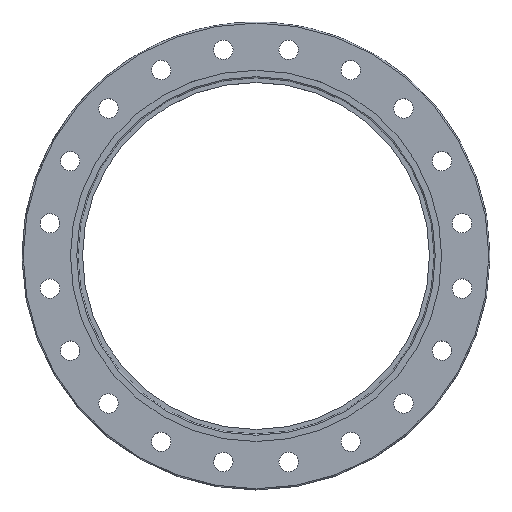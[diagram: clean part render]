
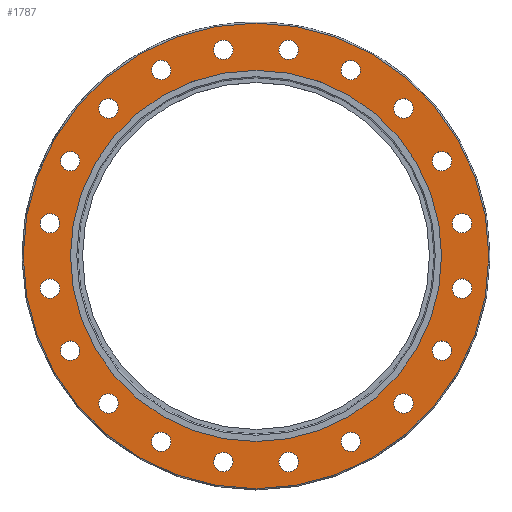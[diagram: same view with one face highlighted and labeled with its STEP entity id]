
A CAD part, top view. The second image highlights one B-rep face of the part: STEP entity #1787.
In plain terms, the highlighted planar face has unit normal (0, 0, 1).
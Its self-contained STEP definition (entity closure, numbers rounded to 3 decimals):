
#803=CARTESIAN_POINT('',(18.152,88.088,22.0));
#804=VERTEX_POINT('',#803);
#805=CARTESIAN_POINT('',(14.157,89.386,22.));
#806=DIRECTION('',(0.0,0.0,-1.));
#807=DIRECTION('',(0.951,-0.309,0.0));
#808=AXIS2_PLACEMENT_3D('',#805,#806,#807);
#809=CIRCLE('',#808,4.2);
#810=EDGE_CURVE('',#804,#804,#809,.T.);
#844=CARTESIAN_POINT('',(44.484,78.167,22.0));
#845=VERTEX_POINT('',#844);
#846=CARTESIAN_POINT('',(41.086,80.636,22.));
#847=DIRECTION('',(0.0,0.0,-1.0));
#848=DIRECTION('',(0.809,-0.588,0.0));
#849=AXIS2_PLACEMENT_3D('',#846,#847,#848);
#850=CIRCLE('',#849,4.2);
#851=EDGE_CURVE('',#845,#845,#850,.T.);
#885=CARTESIAN_POINT('',(66.462,60.595,22.0));
#886=VERTEX_POINT('',#885);
#887=CARTESIAN_POINT('',(63.993,63.993,22.));
#888=DIRECTION('',(0.0,0.0,-1.));
#889=DIRECTION('',(0.588,-0.809,0.0));
#890=AXIS2_PLACEMENT_3D('',#887,#888,#889);
#891=CIRCLE('',#890,4.2);
#892=EDGE_CURVE('',#886,#886,#891,.T.);
#926=CARTESIAN_POINT('',(81.934,37.092,22.0));
#927=VERTEX_POINT('',#926);
#928=CARTESIAN_POINT('',(80.636,41.086,22.));
#929=DIRECTION('',(0.0,0.0,-1.0));
#930=DIRECTION('',(0.309,-0.951,0.0));
#931=AXIS2_PLACEMENT_3D('',#928,#929,#930);
#932=CIRCLE('',#931,4.2);
#933=EDGE_CURVE('',#927,#927,#932,.T.);
#967=CARTESIAN_POINT('',(89.386,9.957,22.0));
#968=VERTEX_POINT('',#967);
#969=CARTESIAN_POINT('',(89.386,14.157,22.));
#970=DIRECTION('',(0.0,0.0,-1.0));
#971=DIRECTION('',(0.0,-1.0,0.0));
#972=AXIS2_PLACEMENT_3D('',#969,#970,#971);
#973=CIRCLE('',#972,4.2);
#974=EDGE_CURVE('',#968,#968,#973,.T.);
#1008=CARTESIAN_POINT('',(88.088,-18.152,22.0));
#1009=VERTEX_POINT('',#1008);
#1010=CARTESIAN_POINT('',(89.386,-14.157,22.));
#1011=DIRECTION('',(0.0,0.0,-1.));
#1012=DIRECTION('',(-0.309,-0.951,0.0));
#1013=AXIS2_PLACEMENT_3D('',#1010,#1011,#1012);
#1014=CIRCLE('',#1013,4.2);
#1015=EDGE_CURVE('',#1009,#1009,#1014,.T.);
#1049=CARTESIAN_POINT('',(78.167,-44.484,22.0));
#1050=VERTEX_POINT('',#1049);
#1051=CARTESIAN_POINT('',(80.636,-41.086,22.));
#1052=DIRECTION('',(0.0,0.0,-1.0));
#1053=DIRECTION('',(-0.588,-0.809,0.0));
#1054=AXIS2_PLACEMENT_3D('',#1051,#1052,#1053);
#1055=CIRCLE('',#1054,4.2);
#1056=EDGE_CURVE('',#1050,#1050,#1055,.T.);
#1090=CARTESIAN_POINT('',(60.595,-66.462,22.0));
#1091=VERTEX_POINT('',#1090);
#1092=CARTESIAN_POINT('',(63.993,-63.993,22.));
#1093=DIRECTION('',(0.0,0.0,-1.0));
#1094=DIRECTION('',(-0.809,-0.588,0.0));
#1095=AXIS2_PLACEMENT_3D('',#1092,#1093,#1094);
#1096=CIRCLE('',#1095,4.2);
#1097=EDGE_CURVE('',#1091,#1091,#1096,.T.);
#1131=CARTESIAN_POINT('',(37.092,-81.934,22.0));
#1132=VERTEX_POINT('',#1131);
#1133=CARTESIAN_POINT('',(41.086,-80.636,22.));
#1134=DIRECTION('',(0.0,0.0,-1.0));
#1135=DIRECTION('',(-0.951,-0.309,0.0));
#1136=AXIS2_PLACEMENT_3D('',#1133,#1134,#1135);
#1137=CIRCLE('',#1136,4.2);
#1138=EDGE_CURVE('',#1132,#1132,#1137,.T.);
#1172=CARTESIAN_POINT('',(9.957,-89.386,22.0));
#1173=VERTEX_POINT('',#1172);
#1174=CARTESIAN_POINT('',(14.157,-89.386,22.));
#1175=DIRECTION('',(0.0,0.0,-1.0));
#1176=DIRECTION('',(-1.0,0.0,0.0));
#1177=AXIS2_PLACEMENT_3D('',#1174,#1175,#1176);
#1178=CIRCLE('',#1177,4.2);
#1179=EDGE_CURVE('',#1173,#1173,#1178,.T.);
#1213=CARTESIAN_POINT('',(-18.152,-88.088,22.0));
#1214=VERTEX_POINT('',#1213);
#1215=CARTESIAN_POINT('',(-14.157,-89.386,22.));
#1216=DIRECTION('',(0.0,0.0,-1.));
#1217=DIRECTION('',(-0.951,0.309,0.0));
#1218=AXIS2_PLACEMENT_3D('',#1215,#1216,#1217);
#1219=CIRCLE('',#1218,4.2);
#1220=EDGE_CURVE('',#1214,#1214,#1219,.T.);
#1254=CARTESIAN_POINT('',(-44.484,-78.167,22.0));
#1255=VERTEX_POINT('',#1254);
#1256=CARTESIAN_POINT('',(-41.086,-80.636,22.));
#1257=DIRECTION('',(0.0,0.0,-1.0));
#1258=DIRECTION('',(-0.809,0.588,0.0));
#1259=AXIS2_PLACEMENT_3D('',#1256,#1257,#1258);
#1260=CIRCLE('',#1259,4.2);
#1261=EDGE_CURVE('',#1255,#1255,#1260,.T.);
#1295=CARTESIAN_POINT('',(-66.462,-60.595,22.0));
#1296=VERTEX_POINT('',#1295);
#1297=CARTESIAN_POINT('',(-63.993,-63.993,22.));
#1298=DIRECTION('',(0.0,0.0,-1.));
#1299=DIRECTION('',(-0.588,0.809,0.0));
#1300=AXIS2_PLACEMENT_3D('',#1297,#1298,#1299);
#1301=CIRCLE('',#1300,4.2);
#1302=EDGE_CURVE('',#1296,#1296,#1301,.T.);
#1336=CARTESIAN_POINT('',(-81.934,-37.092,22.0));
#1337=VERTEX_POINT('',#1336);
#1338=CARTESIAN_POINT('',(-80.636,-41.086,22.));
#1339=DIRECTION('',(0.0,0.0,-1.0));
#1340=DIRECTION('',(-0.309,0.951,0.0));
#1341=AXIS2_PLACEMENT_3D('',#1338,#1339,#1340);
#1342=CIRCLE('',#1341,4.2);
#1343=EDGE_CURVE('',#1337,#1337,#1342,.T.);
#1377=CARTESIAN_POINT('',(-89.386,-9.957,22.0));
#1378=VERTEX_POINT('',#1377);
#1379=CARTESIAN_POINT('',(-89.386,-14.157,22.));
#1380=DIRECTION('',(0.0,0.0,-1.0));
#1381=DIRECTION('',(0.0,1.0,0.0));
#1382=AXIS2_PLACEMENT_3D('',#1379,#1380,#1381);
#1383=CIRCLE('',#1382,4.2);
#1384=EDGE_CURVE('',#1378,#1378,#1383,.T.);
#1418=CARTESIAN_POINT('',(-88.088,18.152,22.0));
#1419=VERTEX_POINT('',#1418);
#1420=CARTESIAN_POINT('',(-89.386,14.157,22.));
#1421=DIRECTION('',(0.0,0.0,-1.));
#1422=DIRECTION('',(0.309,0.951,0.0));
#1423=AXIS2_PLACEMENT_3D('',#1420,#1421,#1422);
#1424=CIRCLE('',#1423,4.2);
#1425=EDGE_CURVE('',#1419,#1419,#1424,.T.);
#1459=CARTESIAN_POINT('',(-78.167,44.484,22.0));
#1460=VERTEX_POINT('',#1459);
#1461=CARTESIAN_POINT('',(-80.636,41.086,22.));
#1462=DIRECTION('',(0.0,0.0,-1.0));
#1463=DIRECTION('',(0.588,0.809,0.0));
#1464=AXIS2_PLACEMENT_3D('',#1461,#1462,#1463);
#1465=CIRCLE('',#1464,4.2);
#1466=EDGE_CURVE('',#1460,#1460,#1465,.T.);
#1500=CARTESIAN_POINT('',(-60.595,66.462,22.0));
#1501=VERTEX_POINT('',#1500);
#1502=CARTESIAN_POINT('',(-63.993,63.993,22.));
#1503=DIRECTION('',(0.0,0.0,-1.0));
#1504=DIRECTION('',(0.809,0.588,0.0));
#1505=AXIS2_PLACEMENT_3D('',#1502,#1503,#1504);
#1506=CIRCLE('',#1505,4.2);
#1507=EDGE_CURVE('',#1501,#1501,#1506,.T.);
#1541=CARTESIAN_POINT('',(-37.092,81.934,22.0));
#1542=VERTEX_POINT('',#1541);
#1543=CARTESIAN_POINT('',(-41.086,80.636,22.));
#1544=DIRECTION('',(0.0,0.0,-1.));
#1545=DIRECTION('',(0.951,0.309,0.0));
#1546=AXIS2_PLACEMENT_3D('',#1543,#1544,#1545);
#1547=CIRCLE('',#1546,4.2);
#1548=EDGE_CURVE('',#1542,#1542,#1547,.T.);
#1582=CARTESIAN_POINT('',(-9.957,89.386,22.0));
#1583=VERTEX_POINT('',#1582);
#1584=CARTESIAN_POINT('',(-14.157,89.386,22.));
#1585=DIRECTION('',(0.0,0.0,-1.0));
#1586=DIRECTION('',(1.0,0.0,0.0));
#1587=AXIS2_PLACEMENT_3D('',#1584,#1585,#1586);
#1588=CIRCLE('',#1587,4.2);
#1589=EDGE_CURVE('',#1583,#1583,#1588,.T.);
#1681=CARTESIAN_POINT('',(80.5,0.,22.));
#1682=VERTEX_POINT('',#1681);
#1683=CARTESIAN_POINT('',(0.0,0.0,22.));
#1684=DIRECTION('',(0.0,0.0,-1.0));
#1685=DIRECTION('',(-1.0,0.0,0.0));
#1686=AXIS2_PLACEMENT_3D('',#1683,#1684,#1685);
#1687=CIRCLE('',#1686,80.5);
#1688=EDGE_CURVE('',#1682,#1682,#1687,.T.);
#1701=CARTESIAN_POINT('',(101.0,0.,22.0));
#1702=VERTEX_POINT('',#1701);
#1703=CARTESIAN_POINT('',(0.0,0.0,22.0));
#1704=DIRECTION('',(0.0,0.0,-1.0));
#1705=DIRECTION('',(-1.0,0.0,0.0));
#1706=AXIS2_PLACEMENT_3D('',#1703,#1704,#1705);
#1707=CIRCLE('',#1706,101.0);
#1708=EDGE_CURVE('',#1702,#1702,#1707,.T.);
#1716=CARTESIAN_POINT('',(0.0,0.0,22.0));
#1717=DIRECTION('',(0.0,0.0,-1.0));
#1718=DIRECTION('',(-1.0,0.0,0.0));
#1719=AXIS2_PLACEMENT_3D('',#1716,#1717,#1718);
#1720=PLANE('',#1719);
#1721=ORIENTED_EDGE('',*,*,#1708,.F.);
#1722=EDGE_LOOP('',(#1721));
#1723=FACE_OUTER_BOUND('',#1722,.T.);
#1724=ORIENTED_EDGE('',*,*,#810,.T.);
#1725=EDGE_LOOP('',(#1724));
#1726=FACE_BOUND('',#1725,.T.);
#1727=ORIENTED_EDGE('',*,*,#851,.T.);
#1728=EDGE_LOOP('',(#1727));
#1729=FACE_BOUND('',#1728,.T.);
#1730=ORIENTED_EDGE('',*,*,#892,.T.);
#1731=EDGE_LOOP('',(#1730));
#1732=FACE_BOUND('',#1731,.T.);
#1733=ORIENTED_EDGE('',*,*,#933,.T.);
#1734=EDGE_LOOP('',(#1733));
#1735=FACE_BOUND('',#1734,.T.);
#1736=ORIENTED_EDGE('',*,*,#974,.T.);
#1737=EDGE_LOOP('',(#1736));
#1738=FACE_BOUND('',#1737,.T.);
#1739=ORIENTED_EDGE('',*,*,#1015,.T.);
#1740=EDGE_LOOP('',(#1739));
#1741=FACE_BOUND('',#1740,.T.);
#1742=ORIENTED_EDGE('',*,*,#1056,.T.);
#1743=EDGE_LOOP('',(#1742));
#1744=FACE_BOUND('',#1743,.T.);
#1745=ORIENTED_EDGE('',*,*,#1097,.T.);
#1746=EDGE_LOOP('',(#1745));
#1747=FACE_BOUND('',#1746,.T.);
#1748=ORIENTED_EDGE('',*,*,#1138,.T.);
#1749=EDGE_LOOP('',(#1748));
#1750=FACE_BOUND('',#1749,.T.);
#1751=ORIENTED_EDGE('',*,*,#1179,.T.);
#1752=EDGE_LOOP('',(#1751));
#1753=FACE_BOUND('',#1752,.T.);
#1754=ORIENTED_EDGE('',*,*,#1220,.T.);
#1755=EDGE_LOOP('',(#1754));
#1756=FACE_BOUND('',#1755,.T.);
#1757=ORIENTED_EDGE('',*,*,#1261,.T.);
#1758=EDGE_LOOP('',(#1757));
#1759=FACE_BOUND('',#1758,.T.);
#1760=ORIENTED_EDGE('',*,*,#1302,.T.);
#1761=EDGE_LOOP('',(#1760));
#1762=FACE_BOUND('',#1761,.T.);
#1763=ORIENTED_EDGE('',*,*,#1343,.T.);
#1764=EDGE_LOOP('',(#1763));
#1765=FACE_BOUND('',#1764,.T.);
#1766=ORIENTED_EDGE('',*,*,#1384,.T.);
#1767=EDGE_LOOP('',(#1766));
#1768=FACE_BOUND('',#1767,.T.);
#1769=ORIENTED_EDGE('',*,*,#1425,.T.);
#1770=EDGE_LOOP('',(#1769));
#1771=FACE_BOUND('',#1770,.T.);
#1772=ORIENTED_EDGE('',*,*,#1466,.T.);
#1773=EDGE_LOOP('',(#1772));
#1774=FACE_BOUND('',#1773,.T.);
#1775=ORIENTED_EDGE('',*,*,#1507,.T.);
#1776=EDGE_LOOP('',(#1775));
#1777=FACE_BOUND('',#1776,.T.);
#1778=ORIENTED_EDGE('',*,*,#1548,.T.);
#1779=EDGE_LOOP('',(#1778));
#1780=FACE_BOUND('',#1779,.T.);
#1781=ORIENTED_EDGE('',*,*,#1589,.T.);
#1782=EDGE_LOOP('',(#1781));
#1783=FACE_BOUND('',#1782,.T.);
#1784=ORIENTED_EDGE('',*,*,#1688,.T.);
#1785=EDGE_LOOP('',(#1784));
#1786=FACE_BOUND('',#1785,.T.);
#1787=ADVANCED_FACE('',(#1723,#1726,#1729,#1732,#1735,#1738,#1741,#1744,#1747,#1750,#1753,#1756,#1759,#1762,#1765,#1768,#1771,#1774,#1777,#1780,#1783,#1786),#1720,.F.);
